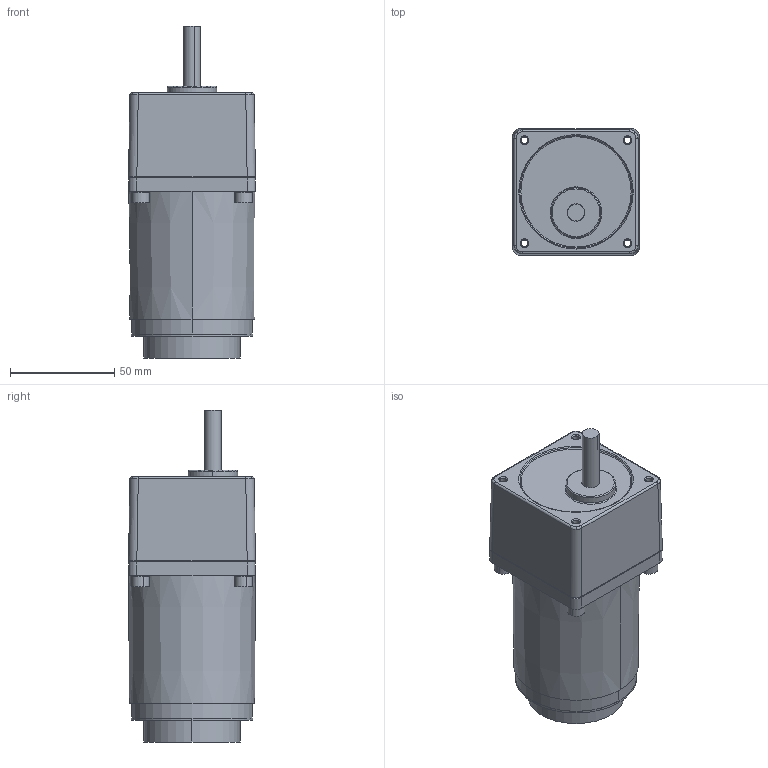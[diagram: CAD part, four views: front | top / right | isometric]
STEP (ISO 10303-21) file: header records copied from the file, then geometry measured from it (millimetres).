
FILE_DESCRIPTION (( 'STEP AP203' ), '1' );
FILE_NAME ('2IK6RGN-C+眊极.STEP', '2022-08-25T03:01:04', ( '' ), ( 'Microsoft' ), 'SwSTEP 2.0', 'SolidWorks 2020', '' );
FILE_SCHEMA (( 'CONFIG_CONTROL_DESIGN' ));
Length unit declared in the file: millimetre
Products named in the file (1): 2IK6RGN-C+眊极
Bounding box: 61 x 61 x 159.5 mm (x, y, z)
Surface area: 40401.4 mm2 (no closed solid volume)
Topology: 0 solids, 18 shells, 146 faces, 389 edges, 266 vertices
Faces by surface type: plane 60, cylinder 58, torus 16, bspline 8, cone 4
Entity records: 4783 total; most frequent: CARTESIAN_POINT 998, DIRECTION 847, ORIENTED_EDGE 660, EDGE_CURVE 389, AXIS2_PLACEMENT_3D 339, VERTEX_POINT 266, CIRCLE 200, EDGE_LOOP 182
